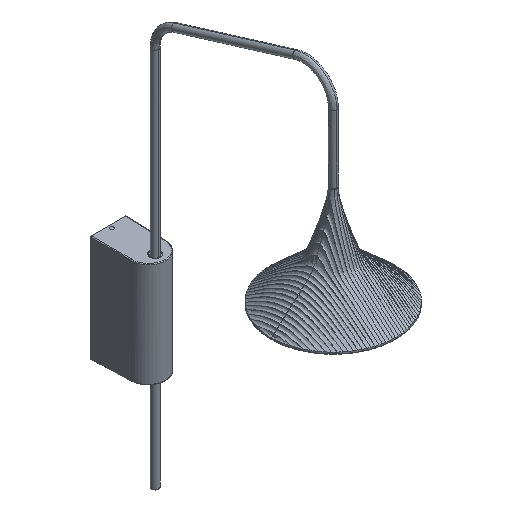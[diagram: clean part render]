
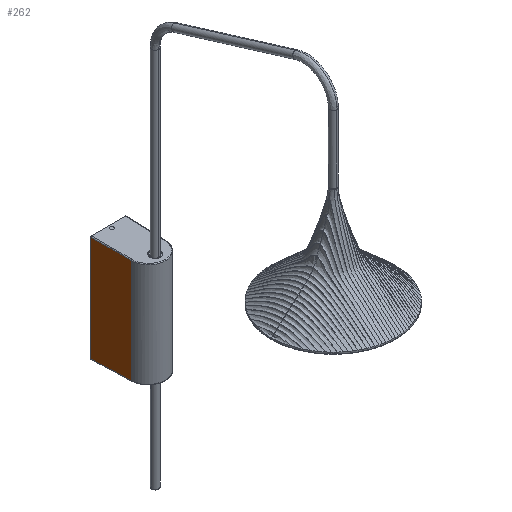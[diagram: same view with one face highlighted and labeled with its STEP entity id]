
A CAD part, isometric view. The second image highlights one B-rep face of the part: STEP entity #262.
In plain terms, the highlighted planar face has unit normal (-1, -0.018, 0).
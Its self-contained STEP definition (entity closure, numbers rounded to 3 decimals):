
#262=ADVANCED_FACE('',(#513),#4090,.T.);
#513=FACE_OUTER_BOUND('',#768,.T.);
#768=EDGE_LOOP('',(#1049,#1050,#1051,#1052));
#1049=ORIENTED_EDGE('',*,*,#2323,.F.);
#1050=ORIENTED_EDGE('',*,*,#2320,.F.);
#1051=ORIENTED_EDGE('',*,*,#2338,.F.);
#1052=ORIENTED_EDGE('',*,*,#2319,.F.);
#2319=EDGE_CURVE('',#3685,#3686,#2988,.T.);
#2320=EDGE_CURVE('',#3688,#3687,#2989,.T.);
#2323=EDGE_CURVE('',#3687,#3685,#2992,.T.);
#2338=EDGE_CURVE('',#3686,#3688,#2999,.T.);
#2988=B_SPLINE_CURVE_WITH_KNOTS('',1,(#4770,#4771),.UNSPECIFIED.,.F.,.F.,
(2,2),(-148.,0.),.UNSPECIFIED.);
#2989=B_SPLINE_CURVE_WITH_KNOTS('',1,(#4772,#4773),.UNSPECIFIED.,.F.,.F.,
(2,2),(-146.031,0.),.UNSPECIFIED.);
#2992=B_SPLINE_CURVE_WITH_KNOTS('',1,(#4778,#4779),.UNSPECIFIED.,.F.,.F.,
(2,2),(0.,56.417),.UNSPECIFIED.);
#2999=B_SPLINE_CURVE_WITH_KNOTS('',1,(#4824,#4825),.UNSPECIFIED.,.F.,.F.,
(2,2),(0.,56.417),.UNSPECIFIED.);
#3685=VERTEX_POINT('',#4739);
#3686=VERTEX_POINT('',#4740);
#3687=VERTEX_POINT('',#4741);
#3688=VERTEX_POINT('',#4742);
#4090=PLANE('',#4246);
#4246=AXIS2_PLACEMENT_3D('',#4463,#4294,$);
#4294=DIRECTION('',(-1.,-0.017,0.));
#4463=CARTESIAN_POINT('',(-25.11,321.995,-49.056));
#4739=CARTESIAN_POINT('',(-25.,315.7,-212.5));
#4740=CARTESIAN_POINT('',(-25.,315.7,-64.5));
#4741=CARTESIAN_POINT('',(-24.016,259.3,-211.516));
#4742=CARTESIAN_POINT('',(-24.016,259.3,-65.484));
#4770=CARTESIAN_POINT('',(-25.,315.7,-212.5));
#4771=CARTESIAN_POINT('',(-25.,315.7,-64.5));
#4772=CARTESIAN_POINT('',(-24.016,259.3,-65.484));
#4773=CARTESIAN_POINT('',(-24.016,259.3,-211.516));
#4778=CARTESIAN_POINT('',(-24.016,259.3,-211.516));
#4779=CARTESIAN_POINT('',(-25.,315.7,-212.5));
#4824=CARTESIAN_POINT('',(-25.,315.7,-64.5));
#4825=CARTESIAN_POINT('',(-24.016,259.3,-65.484));
